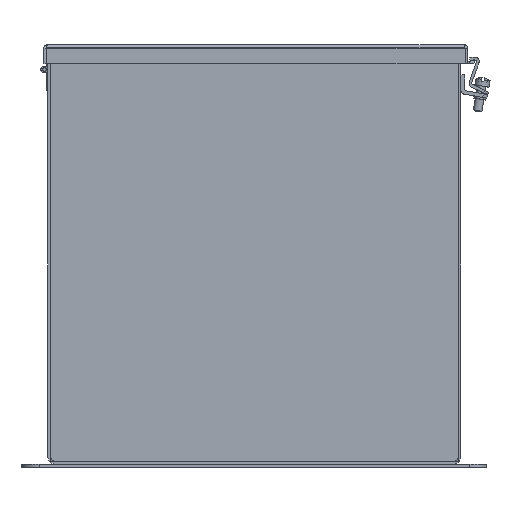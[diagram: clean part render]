
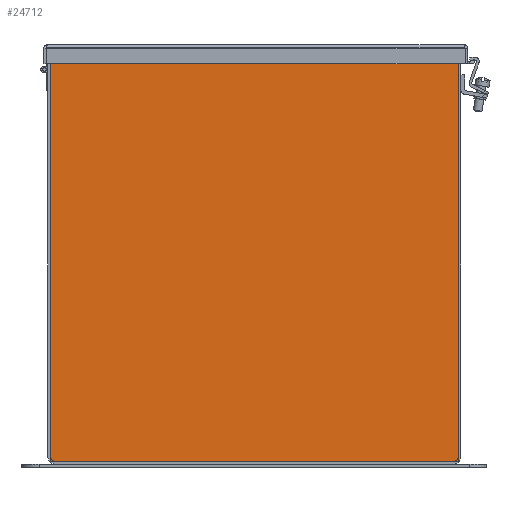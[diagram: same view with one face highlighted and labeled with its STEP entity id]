
A CAD part, left-side view. The second image highlights one B-rep face of the part: STEP entity #24712.
In plain terms, the highlighted planar face has unit normal (-1, 0, 0).
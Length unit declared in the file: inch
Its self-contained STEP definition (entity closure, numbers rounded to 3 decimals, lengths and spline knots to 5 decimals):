
#346 = EDGE_CURVE ( 'NONE', #27573, #39691, #27157, .T. ) ;
#2453 = ORIENTED_EDGE ( 'NONE', *, *, #7870, .T. ) ;
#2752 = LINE ( 'NONE', #13172, #40667 ) ;
#2812 = CARTESIAN_POINT ( 'NONE',  ( -1.70918, -0.69125, 9.79059 ) ) ;
#2920 = VECTOR ( 'NONE', #42737, 39.37008 ) ;
#3310 = EDGE_LOOP ( 'NONE', ( #11944, #42138, #22077, #2453, #30207, #27610, #36660, #19400, #33628, #28329, #3344, #23007 ) ) ;
#3344 = ORIENTED_EDGE ( 'NONE', *, *, #14114, .F. ) ;
#3743 = CARTESIAN_POINT ( 'NONE',  ( -1.70918, -1.17725, 9.82204 ) ) ;
#4701 = DIRECTION ( 'NONE',  ( 0., 0., 1. ) ) ;
#5004 = CARTESIAN_POINT ( 'NONE',  ( -1.70918, -0.69125, 9.79079 ) ) ;
#5037 = CARTESIAN_POINT ( 'NONE',  ( -1.70918, 10.18895, 9.79059 ) ) ;
#6219 = CARTESIAN_POINT ( 'NONE',  ( -1.70918, -0.69145, 9.79059 ) ) ;
#6313 = CARTESIAN_POINT ( 'NONE',  ( -1.70918, -0.69145, 9.82204 ) ) ;
#7870 = EDGE_CURVE ( 'NONE', #24569, #39382, #35529, .T. ) ;
#9069 = CARTESIAN_POINT ( 'NONE',  ( -1.70918, 4.74875, 9.82204 ) ) ;
#9410 = EDGE_CURVE ( 'NONE', #13126, #17938, #21183, .T. ) ;
#10590 = VERTEX_POINT ( 'NONE', #3743 ) ;
#10593 = LINE ( 'NONE', #36797, #21704 ) ;
#11346 = AXIS2_PLACEMENT_3D ( 'NONE', #11756, #21539, #41437 ) ;
#11756 = CARTESIAN_POINT ( 'NONE',  ( -1.70918, 4.74875, 3.89604 ) ) ;
#11944 = ORIENTED_EDGE ( 'NONE', *, *, #31299, .T. ) ;
#12649 = VECTOR ( 'NONE', #42443, 39.37008 ) ;
#13008 = CARTESIAN_POINT ( 'NONE',  ( -1.70918, 10.67475, 9.82204 ) ) ;
#13097 = VECTOR ( 'NONE', #22305, 39.37008 ) ;
#13126 = VERTEX_POINT ( 'NONE', #5037 ) ;
#13172 = CARTESIAN_POINT ( 'NONE',  ( -1.70918, 4.74875, 9.79079 ) ) ;
#14114 = EDGE_CURVE ( 'NONE', #40414, #10590, #17414, .T. ) ;
#14314 = VECTOR ( 'NONE', #42263, 39.37008 ) ;
#14442 = DIRECTION ( 'NONE',  ( 0., 0., -1. ) ) ;
#15590 = CARTESIAN_POINT ( 'NONE',  ( -1.70918, -0.69125, 9.79059 ) ) ;
#15696 = EDGE_CURVE ( 'NONE', #10590, #27573, #10593, .T. ) ;
#15865 = DIRECTION ( 'NONE',  ( 0., 0., -1. ) ) ;
#16049 = EDGE_CURVE ( 'NONE', #39691, #21310, #33218, .T. ) ;
#16822 = CARTESIAN_POINT ( 'NONE',  ( -1.70918, 10.67475, 3.89604 ) ) ;
#17132 = DIRECTION ( 'NONE',  ( 0., 0., -1. ) ) ;
#17414 = LINE ( 'NONE', #40118, #18874 ) ;
#17938 = VERTEX_POINT ( 'NONE', #20219 ) ;
#18874 = VECTOR ( 'NONE', #40720, 39.37008 ) ;
#18966 = EDGE_CURVE ( 'NONE', #21310, #17938, #38962, .T. ) ;
#19400 = ORIENTED_EDGE ( 'NONE', *, *, #16049, .F. ) ;
#20219 = CARTESIAN_POINT ( 'NONE',  ( -1.70918, 10.18895, 9.82204 ) ) ;
#20945 = VECTOR ( 'NONE', #15865, 39.37008 ) ;
#21001 = LINE ( 'NONE', #40234, #37431 ) ;
#21183 = LINE ( 'NONE', #30478, #21671 ) ;
#21189 = VECTOR ( 'NONE', #24317, 39.37008 ) ;
#21310 = VERTEX_POINT ( 'NONE', #13008 ) ;
#21536 = LINE ( 'NONE', #32745, #2920 ) ;
#21539 = DIRECTION ( 'NONE',  ( 1., 0., 0. ) ) ;
#21624 = EDGE_CURVE ( 'NONE', #37950, #24261, #36326, .T. ) ;
#21640 = CARTESIAN_POINT ( 'NONE',  ( -1.70918, 10.18875, 9.79079 ) ) ;
#21671 = VECTOR ( 'NONE', #4701, 39.37008 ) ;
#21704 = VECTOR ( 'NONE', #17132, 39.37008 ) ;
#22031 = CARTESIAN_POINT ( 'NONE',  ( -1.70918, 10.18875, 9.79059 ) ) ;
#22077 = ORIENTED_EDGE ( 'NONE', *, *, #31575, .F. ) ;
#22305 = DIRECTION ( 'NONE',  ( 0., 0., 1. ) ) ;
#23007 = ORIENTED_EDGE ( 'NONE', *, *, #27447, .T. ) ;
#24023 = EDGE_CURVE ( 'NONE', #39382, #13126, #21536, .T. ) ;
#24176 = VECTOR ( 'NONE', #30420, 39.37008 ) ;
#24261 = VERTEX_POINT ( 'NONE', #5004 ) ;
#24317 = DIRECTION ( 'NONE',  ( 0., 1., 0. ) ) ;
#24569 = VERTEX_POINT ( 'NONE', #21640 ) ;
#24712 = ADVANCED_FACE ( 'NONE', ( #26387 ), #36303, .F. ) ;
#26163 = DIRECTION ( 'NONE',  ( 0., -1., 0. ) ) ;
#26227 = LINE ( 'NONE', #36163, #14314 ) ;
#26387 = FACE_OUTER_BOUND ( 'NONE', #3310, .T. ) ;
#27157 = LINE ( 'NONE', #37093, #21189 ) ;
#27447 = EDGE_CURVE ( 'NONE', #40414, #30778, #21001, .T. ) ;
#27573 = VERTEX_POINT ( 'NONE', #37993 ) ;
#27610 = ORIENTED_EDGE ( 'NONE', *, *, #9410, .T. ) ;
#28329 = ORIENTED_EDGE ( 'NONE', *, *, #15696, .F. ) ;
#29051 = CARTESIAN_POINT ( 'NONE',  ( -1.70918, 10.18875, 9.82204 ) ) ;
#30207 = ORIENTED_EDGE ( 'NONE', *, *, #24023, .T. ) ;
#30420 = DIRECTION ( 'NONE',  ( 0., 0., 1. ) ) ;
#30478 = CARTESIAN_POINT ( 'NONE',  ( -1.70918, 10.18895, 9.79059 ) ) ;
#30778 = VERTEX_POINT ( 'NONE', #6219 ) ;
#31299 = EDGE_CURVE ( 'NONE', #30778, #37950, #26227, .T. ) ;
#31575 = EDGE_CURVE ( 'NONE', #24569, #24261, #2752, .T. ) ;
#32745 = CARTESIAN_POINT ( 'NONE',  ( -1.70918, 10.18875, 9.79059 ) ) ;
#33218 = LINE ( 'NONE', #16822, #24176 ) ;
#33628 = ORIENTED_EDGE ( 'NONE', *, *, #346, .F. ) ;
#35529 = LINE ( 'NONE', #29051, #20945 ) ;
#36163 = CARTESIAN_POINT ( 'NONE',  ( -1.70918, -0.69145, 9.79059 ) ) ;
#36303 = PLANE ( 'NONE',  #11346 ) ;
#36326 = LINE ( 'NONE', #15590, #13097 ) ;
#36660 = ORIENTED_EDGE ( 'NONE', *, *, #18966, .F. ) ;
#36797 = CARTESIAN_POINT ( 'NONE',  ( -1.70918, -1.17725, 3.89604 ) ) ;
#37093 = CARTESIAN_POINT ( 'NONE',  ( -1.70918, 4.74875, -2.02996 ) ) ;
#37431 = VECTOR ( 'NONE', #14442, 39.37008 ) ;
#37950 = VERTEX_POINT ( 'NONE', #2812 ) ;
#37993 = CARTESIAN_POINT ( 'NONE',  ( -1.70918, -1.17725, -2.02996 ) ) ;
#38406 = CARTESIAN_POINT ( 'NONE',  ( -1.70918, 10.67475, -2.02996 ) ) ;
#38962 = LINE ( 'NONE', #9069, #12649 ) ;
#39382 = VERTEX_POINT ( 'NONE', #22031 ) ;
#39691 = VERTEX_POINT ( 'NONE', #38406 ) ;
#40118 = CARTESIAN_POINT ( 'NONE',  ( -1.70918, 4.74875, 9.82204 ) ) ;
#40234 = CARTESIAN_POINT ( 'NONE',  ( -1.70918, -0.69145, 9.82204 ) ) ;
#40414 = VERTEX_POINT ( 'NONE', #6313 ) ;
#40667 = VECTOR ( 'NONE', #26163, 39.37008 ) ;
#40720 = DIRECTION ( 'NONE',  ( 0., -1., 0. ) ) ;
#41437 = DIRECTION ( 'NONE',  ( 0., 1., 0. ) ) ;
#42138 = ORIENTED_EDGE ( 'NONE', *, *, #21624, .T. ) ;
#42263 = DIRECTION ( 'NONE',  ( 0., 1., 0. ) ) ;
#42443 = DIRECTION ( 'NONE',  ( 0., -1., 0. ) ) ;
#42737 = DIRECTION ( 'NONE',  ( 0., 1., 0. ) ) ;
